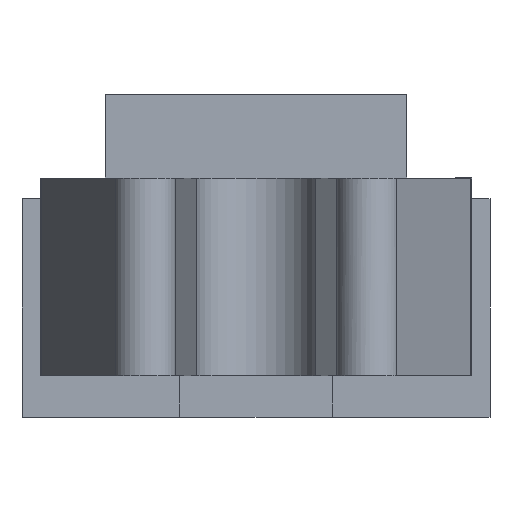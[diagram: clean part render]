
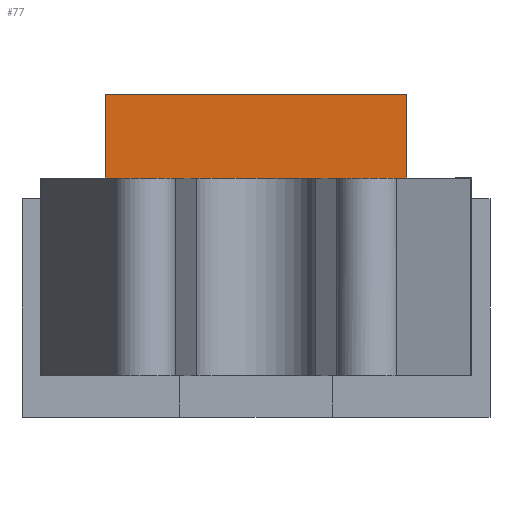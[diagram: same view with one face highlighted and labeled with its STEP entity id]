
A CAD part, left-side view. The second image highlights one B-rep face of the part: STEP entity #77.
In plain terms, the highlighted planar face has unit normal (-1, 0, 0).
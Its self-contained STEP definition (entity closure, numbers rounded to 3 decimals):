
#77=ADVANCED_FACE('',(#132),#102,.T.);
#102=PLANE('',#649);
#132=FACE_OUTER_BOUND('',#162,.T.);
#162=EDGE_LOOP('',(#268,#269,#270,#271));
#268=ORIENTED_EDGE('',*,*,#453,.F.);
#269=ORIENTED_EDGE('',*,*,#451,.F.);
#270=ORIENTED_EDGE('',*,*,#454,.F.);
#271=ORIENTED_EDGE('',*,*,#455,.F.);
#380=VERTEX_POINT('',#936);
#381=VERTEX_POINT('',#938);
#382=VERTEX_POINT('',#942);
#383=VERTEX_POINT('',#944);
#451=EDGE_CURVE('',#380,#381,#521,.T.);
#453=EDGE_CURVE('',#381,#382,#523,.T.);
#454=EDGE_CURVE('',#383,#380,#524,.T.);
#455=EDGE_CURVE('',#382,#383,#525,.T.);
#521=LINE('',#937,#591);
#523=LINE('',#941,#593);
#524=LINE('',#943,#594);
#525=LINE('',#945,#595);
#591=VECTOR('',#748,1.);
#593=VECTOR('',#752,1.);
#594=VECTOR('',#753,1.);
#595=VECTOR('',#754,1.);
#649=AXIS2_PLACEMENT_3D('',#946,#755,#756);
#748=DIRECTION('',(0.,1.,0.));
#752=DIRECTION('',(0.,0.,1.));
#753=DIRECTION('',(0.,0.,-1.));
#754=DIRECTION('',(0.,-1.,0.));
#755=DIRECTION('',(-1.,0.,0.));
#756=DIRECTION('',(0.,0.,1.));
#936=CARTESIAN_POINT('',(-10.3,-1.45,2.3));
#937=CARTESIAN_POINT('',(-10.3,-1.45,2.3));
#938=CARTESIAN_POINT('',(-10.3,1.45,2.3));
#941=CARTESIAN_POINT('',(-10.3,1.45,2.3));
#942=CARTESIAN_POINT('',(-10.3,1.45,3.1));
#943=CARTESIAN_POINT('',(-10.3,-1.45,3.1));
#944=CARTESIAN_POINT('',(-10.3,-1.45,3.1));
#945=CARTESIAN_POINT('',(-10.3,1.45,3.1));
#946=CARTESIAN_POINT('',(-10.3,-1.605,2.3));
